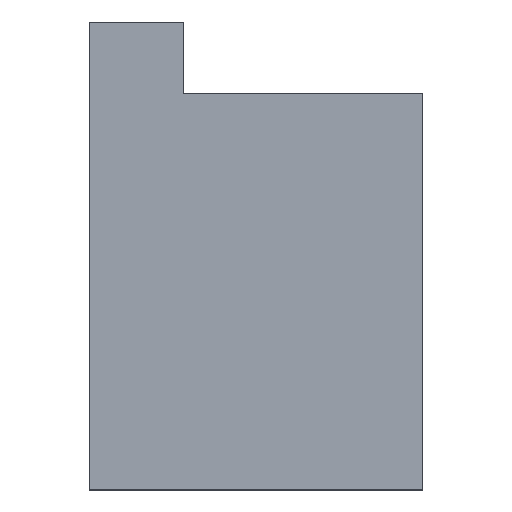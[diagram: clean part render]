
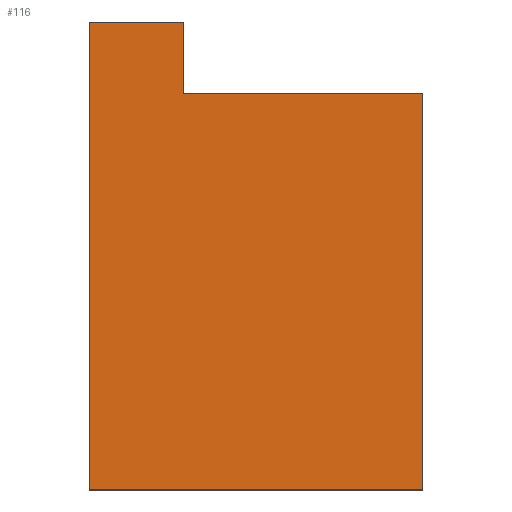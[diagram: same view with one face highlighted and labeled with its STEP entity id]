
A CAD part, top view. The second image highlights one B-rep face of the part: STEP entity #116.
In plain terms, the highlighted planar face has unit normal (0, 0, 1).
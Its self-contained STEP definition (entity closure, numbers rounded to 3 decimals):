
#1=DIRECTION('',(0.,1.,0.));
#2=VECTOR('',#1,4.94);
#3=CARTESIAN_POINT('',(6.52,27.3,0.));
#4=LINE('',#3,#2);
#5=DIRECTION('',(-1.,0.,0.));
#6=VECTOR('',#5,16.48);
#7=CARTESIAN_POINT('',(23.,27.3,0.));
#8=LINE('',#7,#6);
#9=DIRECTION('',(0.,1.,0.));
#10=VECTOR('',#9,27.3);
#11=CARTESIAN_POINT('',(23.,0.,0.));
#12=LINE('',#11,#10);
#13=DIRECTION('',(1.,0.,0.));
#14=VECTOR('',#13,23.);
#15=CARTESIAN_POINT('',(0.,0.,0.));
#16=LINE('',#15,#14);
#17=DIRECTION('',(0.,-1.,0.));
#18=VECTOR('',#17,32.24);
#19=CARTESIAN_POINT('',(0.,32.24,0.));
#20=LINE('',#19,#18);
#21=DIRECTION('',(-1.,0.,0.));
#22=VECTOR('',#21,6.52);
#23=CARTESIAN_POINT('',(6.52,32.24,0.));
#24=LINE('',#23,#22);
#73=CARTESIAN_POINT('',(6.52,27.3,0.));
#74=CARTESIAN_POINT('',(6.52,32.24,0.));
#75=VERTEX_POINT('',#73);
#76=VERTEX_POINT('',#74);
#77=CARTESIAN_POINT('',(0.,32.24,0.));
#78=VERTEX_POINT('',#77);
#79=CARTESIAN_POINT('',(0.,0.,0.));
#80=VERTEX_POINT('',#79);
#81=CARTESIAN_POINT('',(23.,0.,0.));
#82=VERTEX_POINT('',#81);
#83=CARTESIAN_POINT('',(23.,27.3,0.));
#84=VERTEX_POINT('',#83);
#97=CARTESIAN_POINT('',(0.,0.,0.));
#98=DIRECTION('',(0.,0.,1.));
#99=DIRECTION('',(1.,0.,0.));
#100=AXIS2_PLACEMENT_3D('',#97,#98,#99);
#101=PLANE('',#100);
#103=ORIENTED_EDGE('',*,*,#102,.F.);
#105=ORIENTED_EDGE('',*,*,#104,.F.);
#107=ORIENTED_EDGE('',*,*,#106,.F.);
#109=ORIENTED_EDGE('',*,*,#108,.F.);
#111=ORIENTED_EDGE('',*,*,#110,.F.);
#113=ORIENTED_EDGE('',*,*,#112,.F.);
#114=EDGE_LOOP('',(#103,#105,#107,#109,#111,#113));
#115=FACE_OUTER_BOUND('',#114,.F.);
#116=ADVANCED_FACE('',(#115),#101,.T.);
#102=EDGE_CURVE('',#75,#76,#4,.T.);
#104=EDGE_CURVE('',#84,#75,#8,.T.);
#106=EDGE_CURVE('',#82,#84,#12,.T.);
#108=EDGE_CURVE('',#80,#82,#16,.T.);
#110=EDGE_CURVE('',#78,#80,#20,.T.);
#112=EDGE_CURVE('',#76,#78,#24,.T.);
